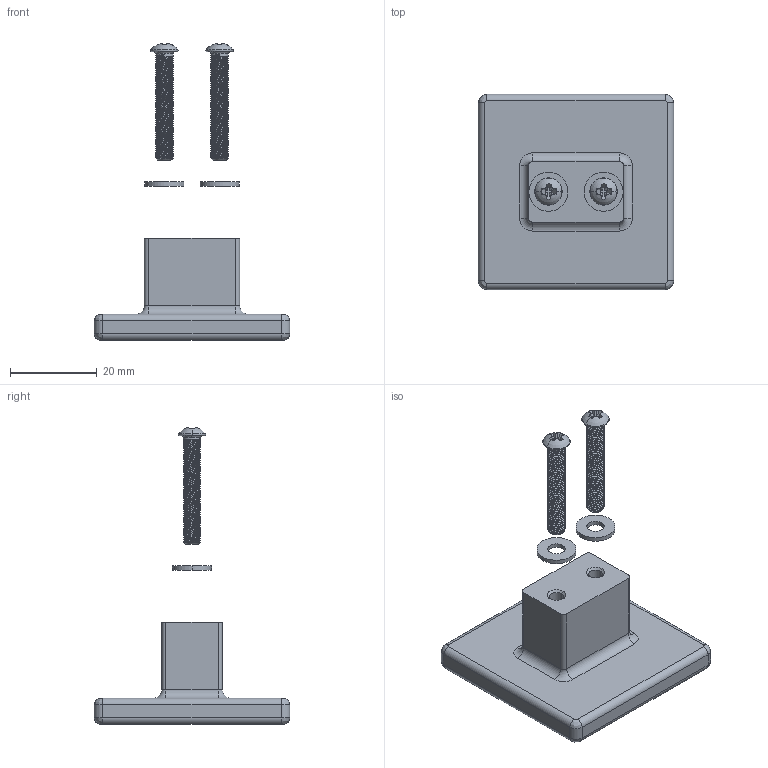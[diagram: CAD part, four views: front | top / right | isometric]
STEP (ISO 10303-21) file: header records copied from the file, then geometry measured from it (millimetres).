
FILE_DESCRIPTION((''),'2;1');
FILE_NAME('JCFLS001CH_ASM','2023-02-16T21:40:24',('Lmd'),(''),'CREO PARAMETRIC BY PTC INC, 2018020','CREO PARAMETRIC BY PTC INC, 2018020','');
FILE_SCHEMA(('CONFIG_CONTROL_DESIGN'));
Length unit declared in the file: millimetre
Products named in the file (4): JCFLS001CH-012; BT-M4X24; M4_9_1; JCFLS001CH_ASM
Assembly tree (5 placements, depth 2):
  JCFLS001CH_ASM
    JCFLS001CH-012
    BT-M4X24  x2
    M4_9_1  x2
Bounding box: 45 x 45 x 68.35 mm (x, y, z)
Volume: 17848.3 mm3; surface area: 7707.3 mm2
Topology: 5 solids, 5 shells, 389 faces, 1040 edges, 662 vertices
Faces by surface type: cylinder 220, bspline 94, plane 47, torus 12, cone 12, sphere 4
Entity records: 19418 total; most frequent: CARTESIAN_POINT 14429, ORIENTED_EDGE 1156, DIRECTION 802, EDGE_CURVE 578, VERTEX_POINT 366, AXIS2_PLACEMENT_3D 289, B_SPLINE_CURVE_WITH_KNOTS 245, EDGE_LOOP 228
